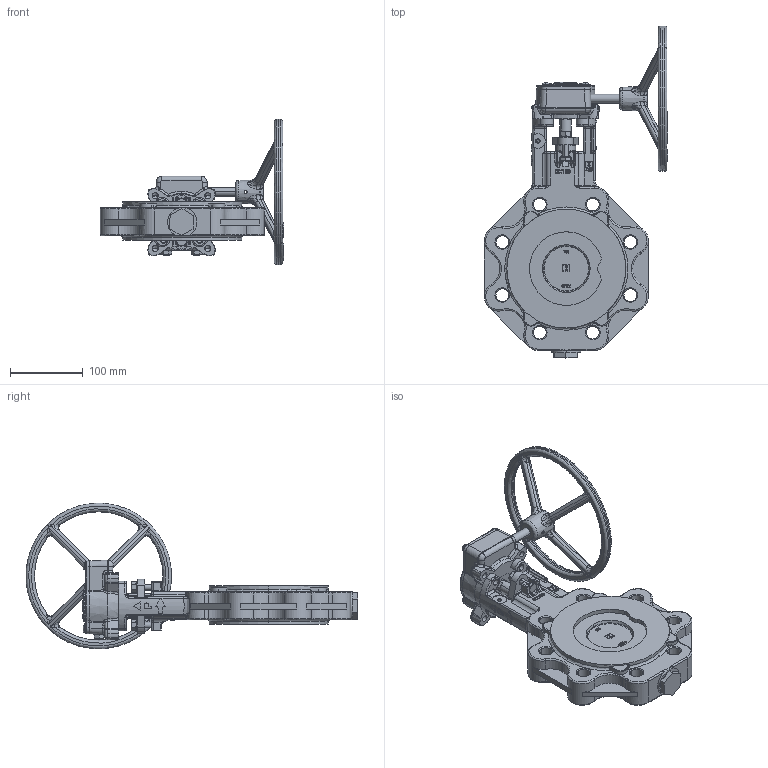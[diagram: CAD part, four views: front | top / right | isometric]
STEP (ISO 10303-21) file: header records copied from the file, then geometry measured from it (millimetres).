
FILE_DESCRIPTION (( 'STEP AP214' ), '1' );
FILE_NAME ('5490T10003_PN25_40.STEP', '2023-01-23T08:50:23', ( '' ), ( '' ), 'SwSTEP 2.0', 'SolidWorks 2022', '' );
FILE_SCHEMA (( 'AUTOMOTIVE_DESIGN' ));
Length unit declared in the file: inch
Products named in the file (1): 5490T10003_PN25_40
Bounding box: 251.39 x 455.12 x 199.24 mm (x, y, z)
Volume: 1902800.9 mm3; surface area: 313231.8 mm2
Topology: 12 solids, 33 shells, 4265 faces, 10994 edges, 6950 vertices
Faces by surface type: plane 1582, bspline 1381, cylinder 744, cone 356, torus 190, sphere 12
Entity records: 267532 total; most frequent: CARTESIAN_POINT 118957, ORIENTED_EDGE 21826, DIRECTION 15441, EDGE_CURVE 10913, VERTEX_POINT 6950, AXIS2_PLACEMENT_3D 5216, VECTOR 5009, LINE 5009
